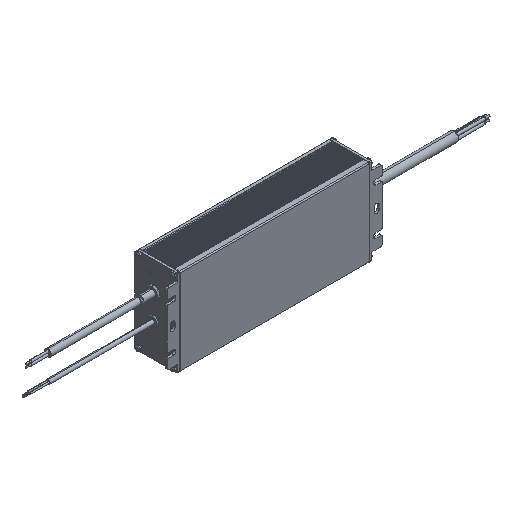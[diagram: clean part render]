
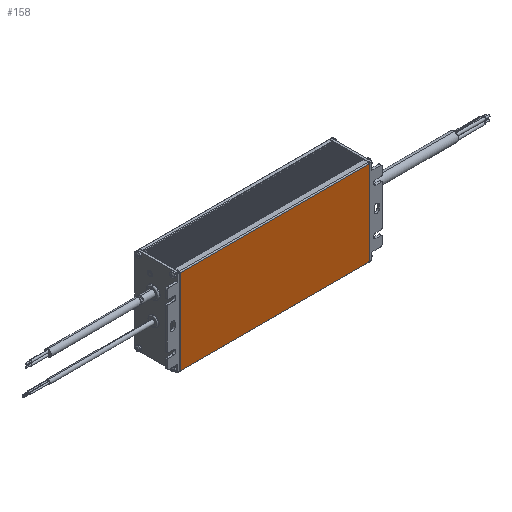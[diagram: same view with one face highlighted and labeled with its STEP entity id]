
A CAD part, isometric view. The second image highlights one B-rep face of the part: STEP entity #158.
In plain terms, the highlighted planar face has unit normal (0, -1, 0).
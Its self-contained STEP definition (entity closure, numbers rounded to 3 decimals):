
#158 = ADVANCED_FACE ( 'NONE', ( #48582 ), #18627, .T. ) ;
#3203 = EDGE_LOOP ( 'NONE', ( #18033, #18034, #18035, #18032 ) ) ;
#8623 = VERTEX_POINT ( 'NONE', #32981 ) ;
#8624 = VERTEX_POINT ( 'NONE', #32982 ) ;
#9083 = EDGE_CURVE ( 'NONE', #8623, #8624, #34341, .T. ) ;
#10376 = VERTEX_POINT ( 'NONE', #37907 ) ;
#10377 = VERTEX_POINT ( 'NONE', #37908 ) ;
#12581 = EDGE_CURVE ( 'NONE', #10376, #10377, #40654, .T. ) ;
#14867 = EDGE_CURVE ( 'NONE', #8623, #10377, #45877, .T. ) ;
#14868 = EDGE_CURVE ( 'NONE', #8624, #10376, #45880, .T. ) ;
#18032 = ORIENTED_EDGE ( 'NONE', *, *, #14868, .F. ) ;
#18033 = ORIENTED_EDGE ( 'NONE', *, *, #9083, .F. ) ;
#18034 = ORIENTED_EDGE ( 'NONE', *, *, #14867, .T. ) ;
#18035 = ORIENTED_EDGE ( 'NONE', *, *, #12581, .F. ) ;
#18627 = PLANE ( 'NONE',  #48587 ) ;
#18628 = CARTESIAN_POINT ( 'NONE',  ( 44., -0.6, 286.016 ) ) ;
#18629 = DIRECTION ( 'NONE',  ( 0., -1., 0. ) ) ;
#18630 = DIRECTION ( 'NONE',  ( 1., 0., 0. ) ) ;
#32981 = CARTESIAN_POINT ( 'NONE',  ( -44., -0.6, 196. ) ) ;
#32982 = CARTESIAN_POINT ( 'NONE',  ( 44., -0.6, 196. ) ) ;
#34341 = LINE ( 'NONE', #34342, #34870 ) ;
#34342 = CARTESIAN_POINT ( 'NONE',  ( 44., -0.6, 196. ) ) ;
#34343 = DIRECTION ( 'NONE',  ( 1., 0., 0. ) ) ;
#34870 = VECTOR ( 'NONE', #34343, 1000. ) ;
#37907 = CARTESIAN_POINT ( 'NONE',  ( 44., -0.6, 0. ) ) ;
#37908 = CARTESIAN_POINT ( 'NONE',  ( -44., -0.6, 0. ) ) ;
#40654 = LINE ( 'NONE', #40655, #41333 ) ;
#40655 = CARTESIAN_POINT ( 'NONE',  ( 44., -0.6, 0. ) ) ;
#40656 = DIRECTION ( 'NONE',  ( -1., 0., 0. ) ) ;
#41333 = VECTOR ( 'NONE', #40656, 1000. ) ;
#45877 = LINE ( 'NONE', #45878, #46477 ) ;
#45878 = CARTESIAN_POINT ( 'NONE',  ( -44., -0.6, 286.016 ) ) ;
#45879 = DIRECTION ( 'NONE',  ( 0., 0., -1. ) ) ;
#45880 = LINE ( 'NONE', #45881, #46479 ) ;
#45881 = CARTESIAN_POINT ( 'NONE',  ( 44., -0.6, 286.016 ) ) ;
#45882 = DIRECTION ( 'NONE',  ( 0., 0., -1. ) ) ;
#46477 = VECTOR ( 'NONE', #45879, 1000. ) ;
#46479 = VECTOR ( 'NONE', #45882, 1000. ) ;
#48582 = FACE_OUTER_BOUND ( 'NONE', #3203, .T. ) ;
#48587 = AXIS2_PLACEMENT_3D ( 'NONE', #18628, #18629, #18630 ) ;
